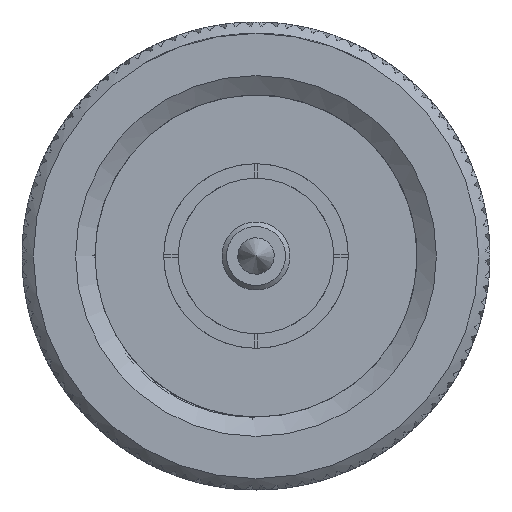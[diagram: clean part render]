
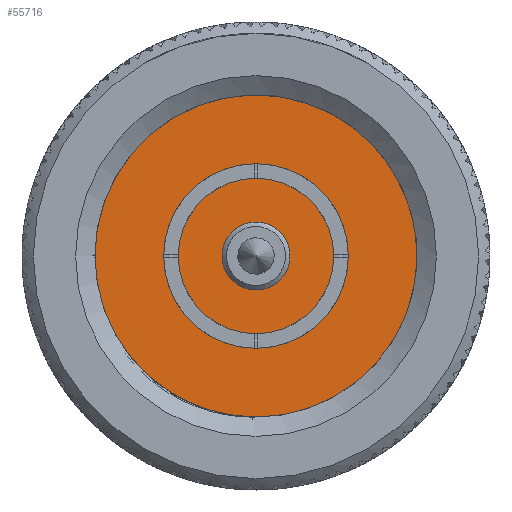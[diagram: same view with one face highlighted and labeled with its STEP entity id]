
A CAD part, left-side view. The second image highlights one B-rep face of the part: STEP entity #55716.
In plain terms, the highlighted planar face has unit normal (-1, 0, 0).
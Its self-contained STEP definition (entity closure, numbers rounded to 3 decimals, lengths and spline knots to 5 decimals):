
#4600=CIRCLE('',#60447,0.284);
#11525=FACE_OUTER_BOUND('',#15571,.T.);
#15571=EDGE_LOOP('',(#39249));
#22840=VERTEX_POINT('',#89449);
#28584=EDGE_CURVE('',#22840,#22840,#4600,.T.);
#39249=ORIENTED_EDGE('',*,*,#28584,.F.);
#54929=PLANE('',#60448);
#55716=ADVANCED_FACE('',(#11525),#54929,.F.);
#60447=AXIS2_PLACEMENT_3D('',#89451,#70188,#70189);
#60448=AXIS2_PLACEMENT_3D('',#89452,#70190,#70191);
#70188=DIRECTION('center_axis',(1.,0.,0.));
#70189=DIRECTION('ref_axis',(0.,0.,
1.));
#70190=DIRECTION('center_axis',(1.,0.,0.));
#70191=DIRECTION('ref_axis',(0.,0.,
1.));
#89449=CARTESIAN_POINT('',(137.72919,122.09375,0.));
#89451=CARTESIAN_POINT('Origin',(137.72919,121.80975,0.));
#89452=CARTESIAN_POINT('Origin',(137.72919,121.80975,0.));
